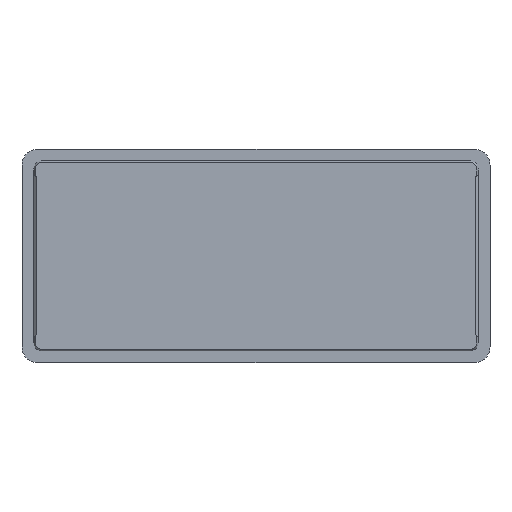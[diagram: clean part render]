
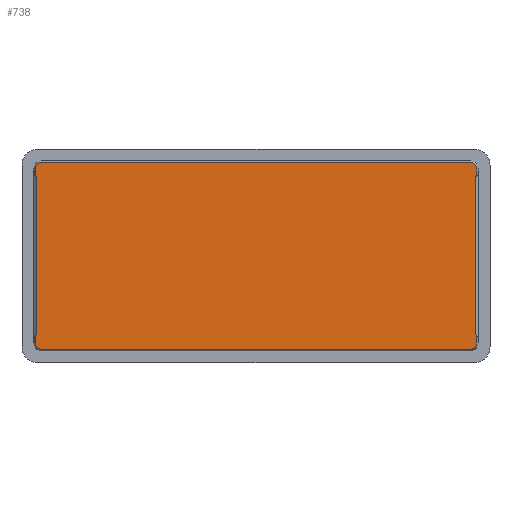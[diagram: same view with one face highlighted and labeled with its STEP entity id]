
A CAD part, top view. The second image highlights one B-rep face of the part: STEP entity #738.
In plain terms, the highlighted planar face has unit normal (0, 0, 1).
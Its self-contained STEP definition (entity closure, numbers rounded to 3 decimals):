
#36=FACE_OUTER_BOUND('',#81,.T.);
#81=EDGE_LOOP('',(#493,#494,#495,#496,#497,#498,#499,#500,#501,#502,#503,
#504,#505,#506,#507,#508));
#127=CIRCLE('',#798,0.8);
#128=CIRCLE('',#799,0.8);
#129=CIRCLE('',#800,0.8);
#130=CIRCLE('',#801,0.8);
#159=LINE('',#1100,#237);
#160=LINE('',#1102,#238);
#161=LINE('',#1106,#239);
#162=LINE('',#1110,#240);
#163=LINE('',#1112,#241);
#164=LINE('',#1114,#242);
#165=LINE('',#1116,#243);
#166=LINE('',#1118,#244);
#167=LINE('',#1122,#245);
#168=LINE('',#1126,#246);
#169=LINE('',#1128,#247);
#170=LINE('',#1129,#248);
#237=VECTOR('',#874,10.);
#238=VECTOR('',#875,10.);
#239=VECTOR('',#878,10.);
#240=VECTOR('',#881,10.);
#241=VECTOR('',#882,10.);
#242=VECTOR('',#883,10.);
#243=VECTOR('',#884,10.);
#244=VECTOR('',#885,10.);
#245=VECTOR('',#888,10.);
#246=VECTOR('',#891,10.);
#247=VECTOR('',#892,10.);
#248=VECTOR('',#893,10.);
#315=VERTEX_POINT('',#1098);
#316=VERTEX_POINT('',#1099);
#317=VERTEX_POINT('',#1101);
#318=VERTEX_POINT('',#1103);
#319=VERTEX_POINT('',#1105);
#320=VERTEX_POINT('',#1107);
#321=VERTEX_POINT('',#1109);
#322=VERTEX_POINT('',#1111);
#323=VERTEX_POINT('',#1113);
#324=VERTEX_POINT('',#1115);
#325=VERTEX_POINT('',#1117);
#326=VERTEX_POINT('',#1119);
#327=VERTEX_POINT('',#1121);
#328=VERTEX_POINT('',#1123);
#329=VERTEX_POINT('',#1125);
#330=VERTEX_POINT('',#1127);
#383=EDGE_CURVE('',#315,#316,#159,.T.);
#384=EDGE_CURVE('',#317,#315,#160,.T.);
#385=EDGE_CURVE('',#318,#317,#127,.T.);
#386=EDGE_CURVE('',#319,#318,#161,.T.);
#387=EDGE_CURVE('',#320,#319,#128,.T.);
#388=EDGE_CURVE('',#321,#320,#162,.T.);
#389=EDGE_CURVE('',#322,#321,#163,.T.);
#390=EDGE_CURVE('',#323,#322,#164,.T.);
#391=EDGE_CURVE('',#324,#323,#165,.T.);
#392=EDGE_CURVE('',#325,#324,#166,.T.);
#393=EDGE_CURVE('',#326,#325,#129,.T.);
#394=EDGE_CURVE('',#327,#326,#167,.T.);
#395=EDGE_CURVE('',#328,#327,#130,.T.);
#396=EDGE_CURVE('',#329,#328,#168,.T.);
#397=EDGE_CURVE('',#330,#329,#169,.T.);
#398=EDGE_CURVE('',#316,#330,#170,.T.);
#493=ORIENTED_EDGE('',*,*,#383,.F.);
#494=ORIENTED_EDGE('',*,*,#384,.F.);
#495=ORIENTED_EDGE('',*,*,#385,.F.);
#496=ORIENTED_EDGE('',*,*,#386,.F.);
#497=ORIENTED_EDGE('',*,*,#387,.F.);
#498=ORIENTED_EDGE('',*,*,#388,.F.);
#499=ORIENTED_EDGE('',*,*,#389,.F.);
#500=ORIENTED_EDGE('',*,*,#390,.F.);
#501=ORIENTED_EDGE('',*,*,#391,.F.);
#502=ORIENTED_EDGE('',*,*,#392,.F.);
#503=ORIENTED_EDGE('',*,*,#393,.F.);
#504=ORIENTED_EDGE('',*,*,#394,.F.);
#505=ORIENTED_EDGE('',*,*,#395,.F.);
#506=ORIENTED_EDGE('',*,*,#396,.F.);
#507=ORIENTED_EDGE('',*,*,#397,.F.);
#508=ORIENTED_EDGE('',*,*,#398,.F.);
#713=PLANE('',#797);
#738=ADVANCED_FACE('',(#36),#713,.T.);
#797=AXIS2_PLACEMENT_3D('',#1097,#872,#873);
#798=AXIS2_PLACEMENT_3D('',#1104,#876,#877);
#799=AXIS2_PLACEMENT_3D('',#1108,#879,#880);
#800=AXIS2_PLACEMENT_3D('',#1120,#886,#887);
#801=AXIS2_PLACEMENT_3D('',#1124,#889,#890);
#872=DIRECTION('center_axis',(0.,0.,1.));
#873=DIRECTION('ref_axis',(1.,0.,0.));
#874=DIRECTION('',(0.707,0.707,0.));
#875=DIRECTION('',(0.,1.,0.));
#876=DIRECTION('center_axis',(0.,0.,-1.));
#877=DIRECTION('ref_axis',(-0.707,-0.707,0.));
#878=DIRECTION('',(-1.,0.,0.));
#879=DIRECTION('center_axis',(0.,0.,-1.));
#880=DIRECTION('ref_axis',(0.707,-0.707,0.));
#881=DIRECTION('',(0.,-1.,0.));
#882=DIRECTION('',(0.707,-0.707,0.));
#883=DIRECTION('',(0.,-1.,0.));
#884=DIRECTION('',(-0.707,-0.707,0.));
#885=DIRECTION('',(0.,-1.,0.));
#886=DIRECTION('center_axis',(0.,0.,-1.));
#887=DIRECTION('ref_axis',(0.707,0.707,0.));
#888=DIRECTION('',(1.,0.,0.));
#889=DIRECTION('center_axis',(0.,0.,-1.));
#890=DIRECTION('ref_axis',(-0.707,0.707,0.));
#891=DIRECTION('',(0.,1.,0.));
#892=DIRECTION('',(-0.707,0.707,0.));
#893=DIRECTION('',(0.,1.,0.));
#1097=CARTESIAN_POINT('Origin',(0.,0.,
-17.));
#1098=CARTESIAN_POINT('',(-27.7,-10.013,-17.));
#1099=CARTESIAN_POINT('',(-27.617,-9.93,-17.));
#1100=CARTESIAN_POINT('',(-18.301,-0.614,-17.));
#1101=CARTESIAN_POINT('',(-27.7,-10.93,-17.));
#1102=CARTESIAN_POINT('',(-27.7,5.965,-17.));
#1103=CARTESIAN_POINT('',(-26.9,-11.73,-17.));
#1104=CARTESIAN_POINT('Origin',(-26.9,-10.93,-17.));
#1105=CARTESIAN_POINT('',(26.9,-11.73,-17.));
#1106=CARTESIAN_POINT('',(-13.95,-11.73,-17.));
#1107=CARTESIAN_POINT('',(27.7,-10.93,-17.));
#1108=CARTESIAN_POINT('Origin',(26.9,-10.93,-17.));
#1109=CARTESIAN_POINT('',(27.7,-10.013,-17.));
#1110=CARTESIAN_POINT('',(27.7,-5.965,-17.));
#1111=CARTESIAN_POINT('',(27.617,-9.93,-17.));
#1112=CARTESIAN_POINT('',(18.301,-0.614,-17.));
#1113=CARTESIAN_POINT('',(27.617,9.93,-17.));
#1114=CARTESIAN_POINT('',(27.617,4.965,-17.));
#1115=CARTESIAN_POINT('',(27.7,10.013,-17.));
#1116=CARTESIAN_POINT('',(18.301,0.614,-17.));
#1117=CARTESIAN_POINT('',(27.7,10.93,-17.));
#1118=CARTESIAN_POINT('',(27.7,-5.965,-17.));
#1119=CARTESIAN_POINT('',(26.9,11.73,-17.));
#1120=CARTESIAN_POINT('Origin',(26.9,10.93,-17.));
#1121=CARTESIAN_POINT('',(-26.9,11.73,-17.));
#1122=CARTESIAN_POINT('',(13.95,11.73,-17.));
#1123=CARTESIAN_POINT('',(-27.7,10.93,-17.));
#1124=CARTESIAN_POINT('Origin',(-26.9,10.93,-17.));
#1125=CARTESIAN_POINT('',(-27.7,10.013,-17.));
#1126=CARTESIAN_POINT('',(-27.7,5.965,-17.));
#1127=CARTESIAN_POINT('',(-27.617,9.93,-17.));
#1128=CARTESIAN_POINT('',(-18.301,0.614,-17.));
#1129=CARTESIAN_POINT('',(-27.617,4.965,-17.));
